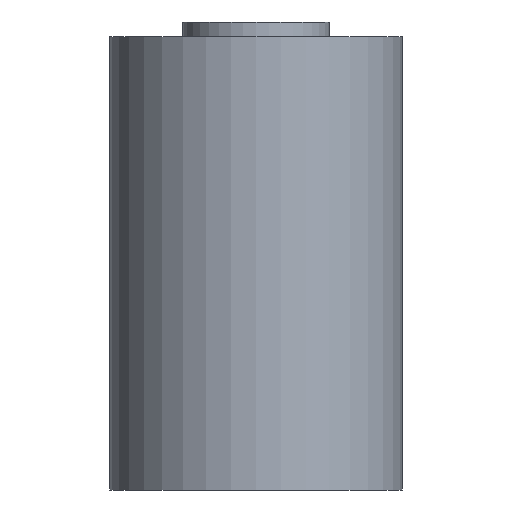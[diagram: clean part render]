
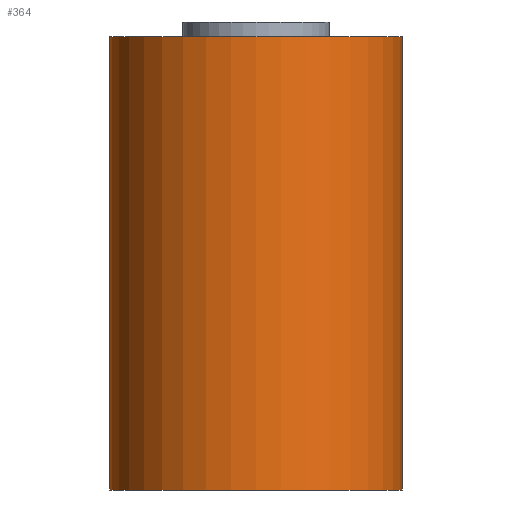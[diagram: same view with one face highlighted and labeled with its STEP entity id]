
A CAD part, front view. The second image highlights one B-rep face of the part: STEP entity #364.
In plain terms, the highlighted cylindrical face has radius 10 mm (diameter 20 mm), a full revolution.
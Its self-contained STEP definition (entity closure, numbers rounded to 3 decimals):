
#314=CARTESIAN_POINT('',(0.,0.,30.));
#315=DIRECTION('',(0.,0.,-1.));
#316=DIRECTION('',(-1.,0.,0.));
#317=AXIS2_PLACEMENT_3D('',#314,#315,#316);
#318=CYLINDRICAL_SURFACE('',#317,10.);
#319=CARTESIAN_POINT('',(-10.,0.,19.));
#320=VERTEX_POINT('',#319);
#321=CARTESIAN_POINT('',(-10.,0.,50.));
#322=VERTEX_POINT('',#321);
#323=CARTESIAN_POINT('',(-10.,0.,19.));
#324=DIRECTION('',(-0.,-0.,1.));
#325=VECTOR('',#324,31.);
#326=LINE('',#323,#325);
#327=EDGE_CURVE('',#320,#322,#326,.T.);
#328=ORIENTED_EDGE('',*,*,#327,.T.);
#329=CARTESIAN_POINT('',(10.,-0.,50.));
#330=VERTEX_POINT('',#329);
#331=CARTESIAN_POINT('',(0.,0.,50.));
#332=DIRECTION('',(0.,0.,1.));
#333=DIRECTION('',(1.,0.,-0.));
#334=AXIS2_PLACEMENT_3D('',#331,#332,#333);
#335=CIRCLE('',#334,10.);
#336=EDGE_CURVE('',#330,#322,#335,.T.);
#337=ORIENTED_EDGE('',*,*,#336,.F.);
#338=CARTESIAN_POINT('',(0.,0.,50.));
#339=DIRECTION('',(0.,0.,1.));
#340=DIRECTION('',(1.,0.,-0.));
#341=AXIS2_PLACEMENT_3D('',#338,#339,#340);
#342=CIRCLE('',#341,10.);
#343=EDGE_CURVE('',#322,#330,#342,.T.);
#344=ORIENTED_EDGE('',*,*,#343,.F.);
#345=ORIENTED_EDGE('',*,*,#327,.F.);
#346=CARTESIAN_POINT('',(10.,-0.,19.));
#347=VERTEX_POINT('',#346);
#348=CARTESIAN_POINT('',(0.,0.,19.));
#349=DIRECTION('',(0.,0.,1.));
#350=DIRECTION('',(1.,0.,-0.));
#351=AXIS2_PLACEMENT_3D('',#348,#349,#350);
#352=CIRCLE('',#351,10.);
#353=EDGE_CURVE('',#320,#347,#352,.T.);
#354=ORIENTED_EDGE('',*,*,#353,.T.);
#355=CARTESIAN_POINT('',(0.,0.,19.));
#356=DIRECTION('',(0.,0.,1.));
#357=DIRECTION('',(1.,0.,-0.));
#358=AXIS2_PLACEMENT_3D('',#355,#356,#357);
#359=CIRCLE('',#358,10.);
#360=EDGE_CURVE('',#347,#320,#359,.T.);
#361=ORIENTED_EDGE('',*,*,#360,.T.);
#362=EDGE_LOOP('',(#328,#337,#344,#345,#354,#361));
#363=FACE_BOUND('',#362,.T.);
#364=ADVANCED_FACE('',(#363),#318,.T.);
